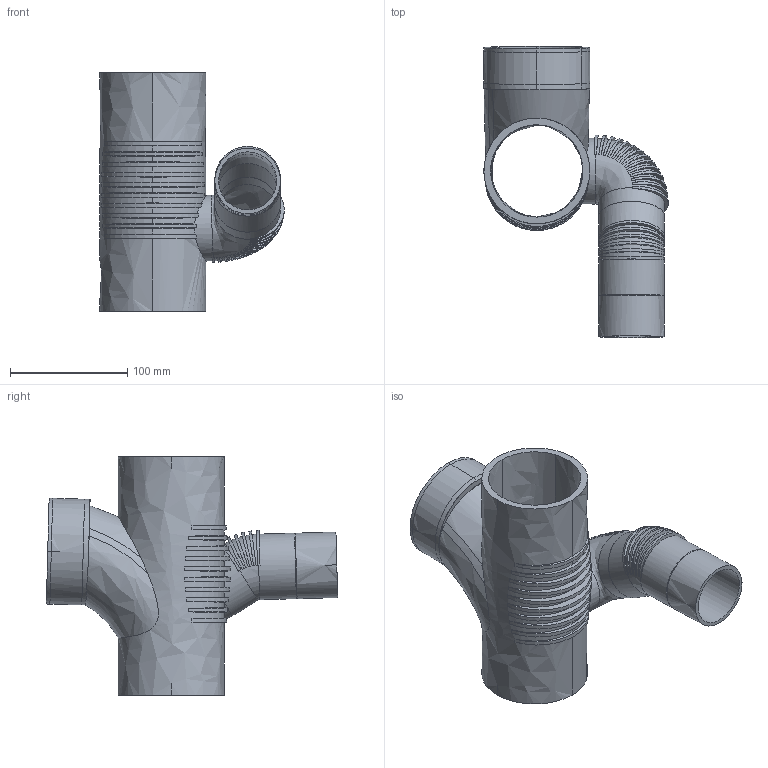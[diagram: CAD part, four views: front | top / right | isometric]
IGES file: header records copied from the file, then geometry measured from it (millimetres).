
Global section: file name: 308875; native system: Autodesk Inventor 2023; preprocessor: unknown; author: JANAN; date: 20230721.130245; units: millimetre
Bounding box: 157.31 x 248.88 x 204 mm (x, y, z)
Volume: 496980 mm3; surface area: 211163.1 mm2
Topology: 1 solids, 1 shells, 197 faces, 538 edges, 359 vertices
Faces by surface type: bspline 197
